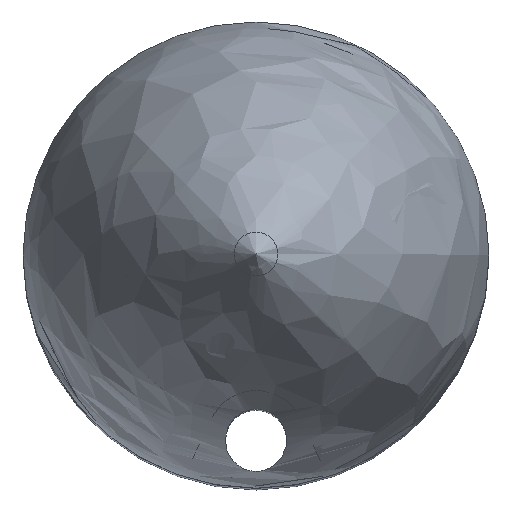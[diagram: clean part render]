
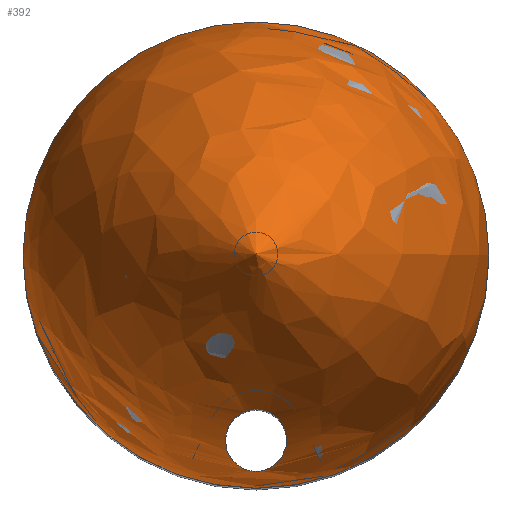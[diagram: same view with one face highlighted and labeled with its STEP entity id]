
A CAD part, top view. The second image highlights one B-rep face of the part: STEP entity #392.
In plain terms, the highlighted free-form (B-spline) face has degree [2, 2] with [3, 9] control points.
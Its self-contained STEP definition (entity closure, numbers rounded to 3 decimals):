
#20=(
BOUNDED_SURFACE()
B_SPLINE_SURFACE(2,2,((#805,#806,#807,#808,#809,#810,#811,#812,#813),(#814,
#815,#816,#817,#818,#819,#820,#821,#822),(#823,#824,#825,#826,#827,#828,
#829,#830,#831)),.UNSPECIFIED.,.F.,.T.,.F.)
B_SPLINE_SURFACE_WITH_KNOTS((3,3),(3,2,2,2,3),(-0.776,0.),(-3.142,
-1.571,0.,1.571,3.142),.UNSPECIFIED.)
GEOMETRIC_REPRESENTATION_ITEM()
RATIONAL_B_SPLINE_SURFACE(((1.,0.707,1.,0.707,1.,
0.707,1.,0.707,1.),(0.926,0.655,
0.926,0.655,0.926,0.655,0.926,
0.655,0.926),(1.,0.707,1.,0.707,
1.,0.707,1.,0.707,1.)))
REPRESENTATION_ITEM('')
SURFACE()
);
#21=B_SPLINE_CURVE_WITH_KNOTS('',3,(#607,#608,#609,#610,#611,#612,#613,
#614,#615,#616,#617,#618,#619,#620,#621,#622),.UNSPECIFIED.,.F.,.F.,(4,
2,2,2,2,2,2,4),(-3.149,-3.126,-3.102,-3.041,
-2.917,-2.561,-2.336,-2.334),
 .UNSPECIFIED.);
#22=B_SPLINE_CURVE_WITH_KNOTS('',3,(#623,#624,#625,#626,#627,#628,#629,
#630,#631,#632,#633,#634,#635,#636,#637,#638,#639,#640,#641,#642,#643,#644,
#645,#646,#647,#648,#649,#650,#651,#652,#653,#654,#655,#656,#657,#658,#659,
#660,#661,#662),.UNSPECIFIED.,.F.,.F.,(4,2,2,2,2,2,2,2,2,2,2,2,2,2,2,2,
2,2,2,4),(-2.334,-2.2,-2.091,-1.975,
-1.805,-1.721,-1.671,-1.627,
-1.577,-1.495,-1.309,-1.184,-1.067,
-0.921,-0.68,-0.261,-0.11,
-0.055,-0.024,0.),.UNSPECIFIED.);
#89=FACE_BOUND('',#136,.T.);
#108=FACE_OUTER_BOUND('',#135,.T.);
#135=EDGE_LOOP('',(#347,#348,#349));
#136=EDGE_LOOP('',(#350,#351));
#165=CIRCLE('',#451,19.689);
#166=CIRCLE('',#452,68.849);
#178=VERTEX_POINT('',#604);
#179=VERTEX_POINT('',#606);
#199=VERTEX_POINT('',#832);
#200=VERTEX_POINT('',#834);
#213=EDGE_CURVE('',#179,#178,#21,.T.);
#214=EDGE_CURVE('',#178,#179,#22,.T.);
#251=EDGE_CURVE('',#199,#199,#165,.T.);
#252=EDGE_CURVE('',#199,#200,#166,.T.);
#347=ORIENTED_EDGE('',*,*,#251,.F.);
#348=ORIENTED_EDGE('',*,*,#252,.T.);
#349=ORIENTED_EDGE('',*,*,#252,.F.);
#350=ORIENTED_EDGE('',*,*,#213,.T.);
#351=ORIENTED_EDGE('',*,*,#214,.T.);
#392=ADVANCED_FACE('',(#108,#89),#20,.F.);
#451=AXIS2_PLACEMENT_3D('',#833,#560,#561);
#452=AXIS2_PLACEMENT_3D('',#835,#562,#563);
#560=DIRECTION('center_axis',(0.,0.,-1.));
#561=DIRECTION('ref_axis',(1.,0.,0.));
#562=DIRECTION('center_axis',(0.,-1.,0.));
#563=DIRECTION('ref_axis',(1.,0.,0.));
#604=CARTESIAN_POINT('',(-2.6,-15.7,388.493));
#606=CARTESIAN_POINT('',(0.,-18.3,379.768));
#607=CARTESIAN_POINT('Ctrl Pts',(0.,-18.3,379.768));
#608=CARTESIAN_POINT('Ctrl Pts',(-0.075,-18.3,379.768));
#609=CARTESIAN_POINT('Ctrl Pts',(-0.148,-18.297,379.781));
#610=CARTESIAN_POINT('Ctrl Pts',(-0.296,-18.284,379.834));
#611=CARTESIAN_POINT('Ctrl Pts',(-0.367,-18.275,379.874));
#612=CARTESIAN_POINT('Ctrl Pts',(-0.596,-18.236,380.034));
#613=CARTESIAN_POINT('Ctrl Pts',(-0.735,-18.197,380.197));
#614=CARTESIAN_POINT('Ctrl Pts',(-1.076,-18.079,380.674));
#615=CARTESIAN_POINT('Ctrl Pts',(-1.265,-17.978,381.072));
#616=CARTESIAN_POINT('Ctrl Pts',(-1.828,-17.615,382.455));
#617=CARTESIAN_POINT('Ctrl Pts',(-2.185,-17.211,383.888));
#618=CARTESIAN_POINT('Ctrl Pts',(-2.529,-16.393,386.47));
#619=CARTESIAN_POINT('Ctrl Pts',(-2.599,-16.053,387.485));
#620=CARTESIAN_POINT('Ctrl Pts',(-2.6,-15.706,388.477));
#621=CARTESIAN_POINT('Ctrl Pts',(-2.6,-15.703,388.485));
#622=CARTESIAN_POINT('Ctrl Pts',(-2.6,-15.7,388.493));
#623=CARTESIAN_POINT('Ctrl Pts',(-2.6,-15.7,388.493));
#624=CARTESIAN_POINT('Ctrl Pts',(-2.6,-15.494,389.082));
#625=CARTESIAN_POINT('Ctrl Pts',(-2.575,-15.283,389.669));
#626=CARTESIAN_POINT('Ctrl Pts',(-2.48,-14.901,390.713));
#627=CARTESIAN_POINT('Ctrl Pts',(-2.419,-14.727,391.18));
#628=CARTESIAN_POINT('Ctrl Pts',(-2.246,-14.375,392.116));
#629=CARTESIAN_POINT('Ctrl Pts',(-2.129,-14.19,392.601));
#630=CARTESIAN_POINT('Ctrl Pts',(-1.758,-13.754,393.732));
#631=CARTESIAN_POINT('Ctrl Pts',(-1.49,-13.544,394.269));
#632=CARTESIAN_POINT('Ctrl Pts',(-1.05,-13.316,394.851));
#633=CARTESIAN_POINT('Ctrl Pts',(-0.876,-13.243,395.036));
#634=CARTESIAN_POINT('Ctrl Pts',(-0.554,-13.157,395.256));
#635=CARTESIAN_POINT('Ctrl Pts',(-0.421,-13.13,395.323));
#636=CARTESIAN_POINT('Ctrl Pts',(-0.154,-13.102,395.396));
#637=CARTESIAN_POINT('Ctrl Pts',(-0.029,-13.097,395.407));
#638=CARTESIAN_POINT('Ctrl Pts',(0.241,-13.107,395.382));
#639=CARTESIAN_POINT('Ctrl Pts',(0.377,-13.124,395.338));
#640=CARTESIAN_POINT('Ctrl Pts',(0.708,-13.19,395.172));
#641=CARTESIAN_POINT('Ctrl Pts',(0.885,-13.25,395.019));
#642=CARTESIAN_POINT('Ctrl Pts',(1.372,-13.461,394.482));
#643=CARTESIAN_POINT('Ctrl Pts',(1.676,-13.678,393.927));
#644=CARTESIAN_POINT('Ctrl Pts',(2.089,-14.132,392.751));
#645=CARTESIAN_POINT('Ctrl Pts',(2.214,-14.321,392.257));
#646=CARTESIAN_POINT('Ctrl Pts',(2.398,-14.676,391.318));
#647=CARTESIAN_POINT('Ctrl Pts',(2.463,-14.848,390.854));
#648=CARTESIAN_POINT('Ctrl Pts',(2.565,-15.225,389.828));
#649=CARTESIAN_POINT('Ctrl Pts',(2.594,-15.432,389.255));
#650=CARTESIAN_POINT('Ctrl Pts',(2.608,-15.962,387.751));
#651=CARTESIAN_POINT('Ctrl Pts',(2.553,-16.283,386.799));
#652=CARTESIAN_POINT('Ctrl Pts',(2.26,-17.099,384.265));
#653=CARTESIAN_POINT('Ctrl Pts',(1.925,-17.512,382.823));
#654=CARTESIAN_POINT('Ctrl Pts',(1.396,-17.9,381.373));
#655=CARTESIAN_POINT('Ctrl Pts',(1.171,-18.042,380.825));
#656=CARTESIAN_POINT('Ctrl Pts',(0.775,-18.185,380.247));
#657=CARTESIAN_POINT('Ctrl Pts',(0.646,-18.223,380.089));
#658=CARTESIAN_POINT('Ctrl Pts',(0.42,-18.267,379.905));
#659=CARTESIAN_POINT('Ctrl Pts',(0.33,-18.281,379.849));
#660=CARTESIAN_POINT('Ctrl Pts',(0.158,-18.296,379.783));
#661=CARTESIAN_POINT('Ctrl Pts',(0.08,-18.3,379.768));
#662=CARTESIAN_POINT('Ctrl Pts',(0.,-18.3,379.768));
#805=CARTESIAN_POINT('Ctrl Pts',(0.,0.,414.211));
#806=CARTESIAN_POINT('Ctrl Pts',(0.,0.,
414.211));
#807=CARTESIAN_POINT('Ctrl Pts',(0.,0.,414.211));
#808=CARTESIAN_POINT('Ctrl Pts',(0.,0.,
414.211));
#809=CARTESIAN_POINT('Ctrl Pts',(0.,0.,414.211));
#810=CARTESIAN_POINT('Ctrl Pts',(0.,0.,
414.211));
#811=CARTESIAN_POINT('Ctrl Pts',(0.,0.,414.211));
#812=CARTESIAN_POINT('Ctrl Pts',(0.,0.,
414.211));
#813=CARTESIAN_POINT('Ctrl Pts',(0.,0.,414.211));
#814=CARTESIAN_POINT('Ctrl Pts',(19.689,0.,394.13));
#815=CARTESIAN_POINT('Ctrl Pts',(19.689,-19.689,394.13));
#816=CARTESIAN_POINT('Ctrl Pts',(0.,-19.689,394.13));
#817=CARTESIAN_POINT('Ctrl Pts',(-19.689,-19.689,394.13));
#818=CARTESIAN_POINT('Ctrl Pts',(-19.689,0.,394.13));
#819=CARTESIAN_POINT('Ctrl Pts',(-19.689,19.689,394.13));
#820=CARTESIAN_POINT('Ctrl Pts',(0.,19.689,394.13));
#821=CARTESIAN_POINT('Ctrl Pts',(19.689,19.689,394.13));
#822=CARTESIAN_POINT('Ctrl Pts',(19.689,0.,394.13));
#823=CARTESIAN_POINT('Ctrl Pts',(19.689,0.,366.008));
#824=CARTESIAN_POINT('Ctrl Pts',(19.689,-19.689,366.008));
#825=CARTESIAN_POINT('Ctrl Pts',(0.,-19.689,366.008));
#826=CARTESIAN_POINT('Ctrl Pts',(-19.689,-19.689,366.008));
#827=CARTESIAN_POINT('Ctrl Pts',(-19.689,0.,366.008));
#828=CARTESIAN_POINT('Ctrl Pts',(-19.689,19.689,366.008));
#829=CARTESIAN_POINT('Ctrl Pts',(0.,19.689,366.008));
#830=CARTESIAN_POINT('Ctrl Pts',(19.689,19.689,366.008));
#831=CARTESIAN_POINT('Ctrl Pts',(19.689,0.,366.008));
#832=CARTESIAN_POINT('',(19.689,0.,366.008));
#833=CARTESIAN_POINT('Origin',(0.,0.,366.008));
#834=CARTESIAN_POINT('',(0.,0.,414.211));
#835=CARTESIAN_POINT('Origin',(-49.16,0.,366.008));
